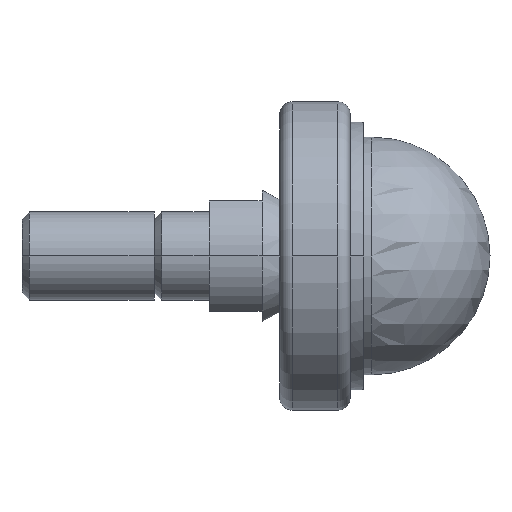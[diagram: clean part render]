
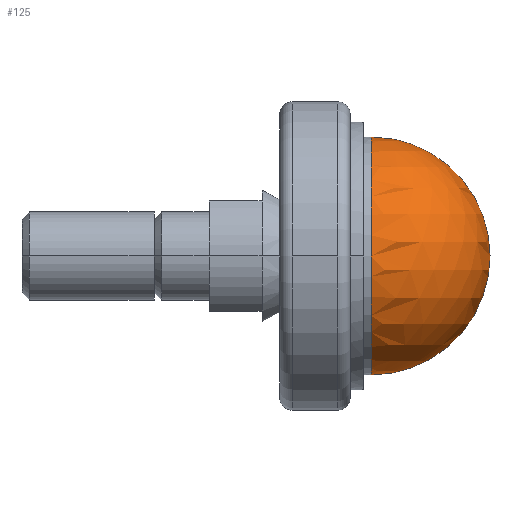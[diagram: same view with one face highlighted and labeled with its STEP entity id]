
A CAD part, left-side view. The second image highlights one B-rep face of the part: STEP entity #125.
In plain terms, the highlighted spherical face has radius 10.8 mm.
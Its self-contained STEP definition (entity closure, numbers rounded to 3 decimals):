
#125=ADVANCED_FACE('',(#244),#245,.T.);
#244=FACE_OUTER_BOUND('',#396,.T.);
#245=SPHERICAL_SURFACE('',#397,10.8);
#396=EDGE_LOOP('',(#776,#777,#778));
#397=AXIS2_PLACEMENT_3D('',#779,#780,#781);
#776=ORIENTED_EDGE('',*,*,#1026,.T.);
#777=ORIENTED_EDGE('',*,*,#1005,.T.);
#778=ORIENTED_EDGE('',*,*,#1115,.T.);
#779=CARTESIAN_POINT('',(-37.2,0.0,0.));
#780=DIRECTION('',(0.,0.0,-1.0));
#781=DIRECTION('',(-1.0,0.0,0.));
#1005=EDGE_CURVE('',#1171,#1168,#1172,.T.);
#1026=EDGE_CURVE('',#1209,#1171,#1210,.T.);
#1115=EDGE_CURVE('',#1168,#1209,#1354,.T.);
#1168=VERTEX_POINT('',#1436);
#1171=VERTEX_POINT('',#1440);
#1172=CIRCLE('',#1441,10.8);
#1209=VERTEX_POINT('',#1500);
#1210=CIRCLE('',#1501,10.8);
#1354=CIRCLE('',#1693,10.8);
#1436=CARTESIAN_POINT('',(-37.2,-10.8,0.));
#1440=CARTESIAN_POINT('',(-37.2,0.,-10.8));
#1441=AXIS2_PLACEMENT_3D('',#1796,#1797,#1798);
#1500=CARTESIAN_POINT('',(-37.2,0.,10.8));
#1501=AXIS2_PLACEMENT_3D('',#1845,#1846,#1847);
#1693=AXIS2_PLACEMENT_3D('',#2046,#2047,#2048);
#1796=CARTESIAN_POINT('',(-37.2,0.0,0.));
#1797=DIRECTION('',(-1.0,0.0,0.));
#1798=DIRECTION('',(0.0,1.0,0.0));
#1845=CARTESIAN_POINT('',(-37.2,0.0,0.));
#1846=DIRECTION('',(0.,-1.0,0.));
#1847=DIRECTION('',(0.0,0.,1.0));
#2046=CARTESIAN_POINT('',(-37.2,0.0,0.));
#2047=DIRECTION('',(-1.0,0.0,0.));
#2048=DIRECTION('',(0.0,1.0,0.0));
